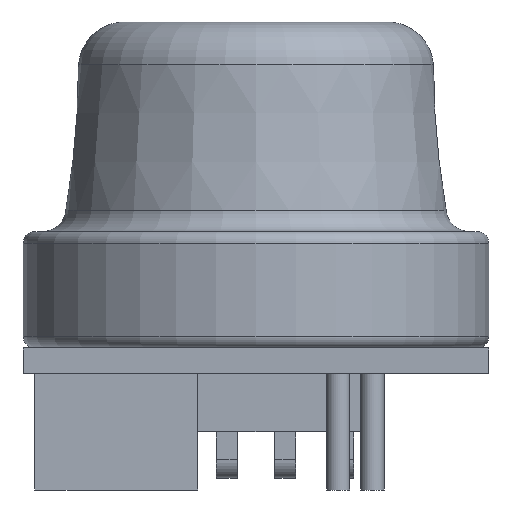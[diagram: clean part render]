
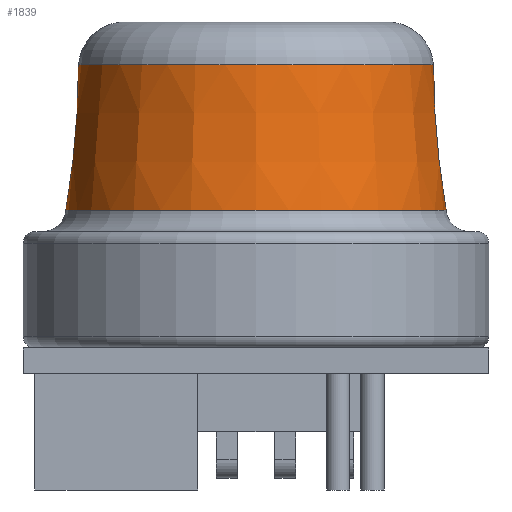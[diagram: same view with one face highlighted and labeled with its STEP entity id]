
A CAD part, left-side view. The second image highlights one B-rep face of the part: STEP entity #1839.
In plain terms, the highlighted conical face has half-angle 5 degrees and reference radius 8.25 mm.
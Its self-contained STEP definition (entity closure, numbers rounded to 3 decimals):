
#13=CONICAL_SURFACE('',#2008,8.25,0.087);
#176=FACE_OUTER_BOUND('',#309,.T.);
#309=EDGE_LOOP('',(#1361,#1362,#1363,#1364));
#435=LINE('',#2793,#635);
#635=VECTOR('',#2244,8.25);
#833=CIRCLE('',#2006,8.17);
#835=CIRCLE('',#2009,7.622);
#895=VERTEX_POINT('',#2787);
#896=VERTEX_POINT('',#2791);
#1070=EDGE_CURVE('',#895,#895,#833,.T.);
#1072=EDGE_CURVE('',#896,#896,#835,.T.);
#1073=EDGE_CURVE('',#896,#895,#435,.T.);
#1361=ORIENTED_EDGE('',*,*,#1072,.F.);
#1362=ORIENTED_EDGE('',*,*,#1073,.T.);
#1363=ORIENTED_EDGE('',*,*,#1070,.F.);
#1364=ORIENTED_EDGE('',*,*,#1073,.F.);
#1839=ADVANCED_FACE('',(#176),#13,.T.);
#2006=AXIS2_PLACEMENT_3D('',#2788,#2236,#2237);
#2008=AXIS2_PLACEMENT_3D('',#2790,#2240,#2241);
#2009=AXIS2_PLACEMENT_3D('',#2792,#2242,#2243);
#2236=DIRECTION('center_axis',(0.,0.,-1.));
#2237=DIRECTION('ref_axis',(-1.,0.,0.));
#2240=DIRECTION('center_axis',(0.,0.,-1.));
#2241=DIRECTION('ref_axis',(-1.,0.,0.));
#2242=DIRECTION('center_axis',(0.,0.,1.));
#2243=DIRECTION('ref_axis',(-1.,0.,0.));
#2244=DIRECTION('',(0.087,0.,-0.996));
#2787=CARTESIAN_POINT('',(9.67,5.5,5.913));
#2788=CARTESIAN_POINT('Origin',(1.5,5.5,5.913));
#2790=CARTESIAN_POINT('Origin',(1.5,5.5,5.));
#2791=CARTESIAN_POINT('',(9.122,5.5,12.174));
#2792=CARTESIAN_POINT('Origin',(1.5,5.5,12.174));
#2793=CARTESIAN_POINT('',(9.75,5.5,5.));
